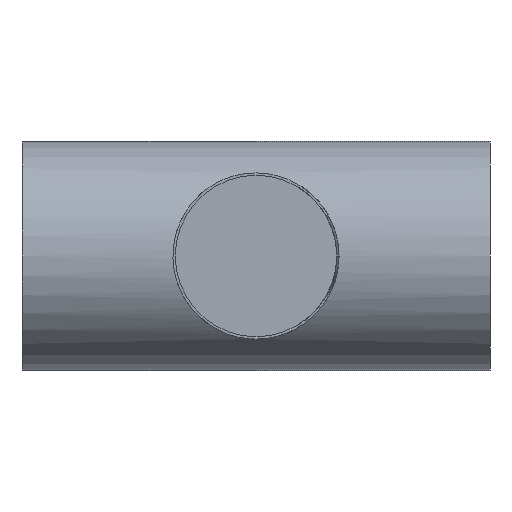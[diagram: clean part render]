
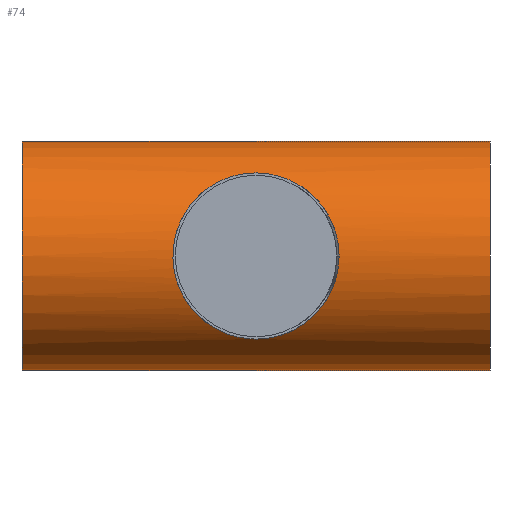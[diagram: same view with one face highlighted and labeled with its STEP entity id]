
A CAD part, left-side view. The second image highlights one B-rep face of the part: STEP entity #74.
In plain terms, the highlighted cylindrical face has radius 4.9 mm (diameter 9.8 mm), a partial arc.
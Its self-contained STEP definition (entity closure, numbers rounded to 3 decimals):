
#74=ADVANCED_FACE('',(#182,#183),#184,.T.);
#182=FACE_BOUND('',#328,.T.);
#183=FACE_OUTER_BOUND('',#329,.T.);
#184=CYLINDRICAL_SURFACE('',#330,4.9);
#328=EDGE_LOOP('',(#475,#476));
#329=EDGE_LOOP('',(#477,#478,#479,#480));
#330=AXIS2_PLACEMENT_3D('',#481,#482,#483);
#475=ORIENTED_EDGE('',*,*,#832,.F.);
#476=ORIENTED_EDGE('',*,*,#836,.F.);
#477=ORIENTED_EDGE('',*,*,#837,.F.);
#478=ORIENTED_EDGE('',*,*,#838,.T.);
#479=ORIENTED_EDGE('',*,*,#839,.F.);
#480=ORIENTED_EDGE('',*,*,#840,.T.);
#481=CARTESIAN_POINT('',(-22.5,10.0,0.0));
#482=DIRECTION('',(0.0,1.0,-0.0));
#483=DIRECTION('',(0.0,0.0,1.0));
#832=EDGE_CURVE('',#978,#981,#982,.T.);
#836=EDGE_CURVE('',#981,#978,#987,.T.);
#837=EDGE_CURVE('',#988,#989,#990,.T.);
#838=EDGE_CURVE('',#988,#991,#992,.T.);
#839=EDGE_CURVE('',#993,#991,#994,.T.);
#840=EDGE_CURVE('',#993,#989,#995,.T.);
#978=VERTEX_POINT('',#1253);
#981=VERTEX_POINT('',#1257);
#982=B_SPLINE_CURVE_WITH_KNOTS('',3,(#1258,#1259,#1260,#1261,#1262,#1263,#1264,#1265,#1266,#1267,#1268,#1269,#1270,#1271,#1272,#1273,#1274,#1275,#1276,#1277,#1278,#1279,#1280,#1281,#1282,#1283,#1284,#1285,#1286,#1287,#1288,#1289,#1290,#1291),.UNSPECIFIED.,.F.,.F.,(4,3,3,3,3,3,3,3,3,3,3,4),(-1.126,-1.04,-0.882,-0.816,-0.74,-0.61,-0.535,-0.448,-0.32,-0.264,-0.115,0.),.UNSPECIFIED.);
#987=B_SPLINE_CURVE_WITH_KNOTS('',3,(#1330,#1331,#1332,#1333,#1334,#1335,#1336,#1337,#1338,#1339,#1340,#1341,#1342,#1343,#1344,#1345,#1346,#1347,#1348,#1349,#1350,#1351,#1352,#1353,#1354,#1355,#1356,#1357,#1358,#1359,#1360,#1361,#1362,#1363),.UNSPECIFIED.,.F.,.F.,(4,3,3,3,3,3,3,3,3,3,3,4),(0.,0.115,0.264,0.32,0.448,0.535,0.61,0.74,0.816,0.882,1.04,1.126),.UNSPECIFIED.);
#988=VERTEX_POINT('',#1364);
#989=VERTEX_POINT('',#1365);
#990=LINE('',#1366,#1367);
#991=VERTEX_POINT('',#1368);
#992=CIRCLE('',#1369,4.9);
#993=VERTEX_POINT('',#1370);
#994=LINE('',#1371,#1372);
#995=CIRCLE('',#1373,4.9);
#1253=CARTESIAN_POINT('',(-25.877,0.0,3.55));
#1257=CARTESIAN_POINT('',(-25.877,0.0,-3.55));
#1258=CARTESIAN_POINT('',(-25.877,0.,3.55));
#1259=CARTESIAN_POINT('',(-25.877,0.288,3.55));
#1260=CARTESIAN_POINT('',(-25.916,0.577,3.515));
#1261=CARTESIAN_POINT('',(-25.985,0.857,3.445));
#1262=CARTESIAN_POINT('',(-26.111,1.37,3.317));
#1263=CARTESIAN_POINT('',(-26.335,1.846,3.074));
#1264=CARTESIAN_POINT('',(-26.55,2.234,2.759));
#1265=CARTESIAN_POINT('',(-26.639,2.396,2.627));
#1266=CARTESIAN_POINT('',(-26.725,2.541,2.488));
#1267=CARTESIAN_POINT('',(-26.81,2.677,2.331));
#1268=CARTESIAN_POINT('',(-26.908,2.834,2.151));
#1269=CARTESIAN_POINT('',(-27.003,2.979,1.947));
#1270=CARTESIAN_POINT('',(-27.086,3.102,1.726));
#1271=CARTESIAN_POINT('',(-27.229,3.313,1.347));
#1272=CARTESIAN_POINT('',(-27.334,3.459,0.914));
#1273=CARTESIAN_POINT('',(-27.377,3.518,0.475));
#1274=CARTESIAN_POINT('',(-27.402,3.552,0.221));
#1275=CARTESIAN_POINT('',(-27.406,3.559,-0.029));
#1276=CARTESIAN_POINT('',(-27.392,3.539,-0.282));
#1277=CARTESIAN_POINT('',(-27.375,3.515,-0.575));
#1278=CARTESIAN_POINT('',(-27.331,3.454,-0.87));
#1279=CARTESIAN_POINT('',(-27.263,3.359,-1.15));
#1280=CARTESIAN_POINT('',(-27.163,3.217,-1.563));
#1281=CARTESIAN_POINT('',(-27.012,2.998,-1.944));
#1282=CARTESIAN_POINT('',(-26.848,2.738,-2.26));
#1283=CARTESIAN_POINT('',(-26.776,2.624,-2.398));
#1284=CARTESIAN_POINT('',(-26.704,2.505,-2.522));
#1285=CARTESIAN_POINT('',(-26.629,2.375,-2.639));
#1286=CARTESIAN_POINT('',(-26.43,2.028,-2.95));
#1287=CARTESIAN_POINT('',(-26.211,1.6,-3.207));
#1288=CARTESIAN_POINT('',(-26.062,1.131,-3.365));
#1289=CARTESIAN_POINT('',(-25.947,0.769,-3.487));
#1290=CARTESIAN_POINT('',(-25.877,0.382,-3.55));
#1291=CARTESIAN_POINT('',(-25.877,0.,-3.55));
#1330=CARTESIAN_POINT('',(-25.877,0.,-3.55));
#1331=CARTESIAN_POINT('',(-25.877,-0.382,-3.55));
#1332=CARTESIAN_POINT('',(-25.947,-0.769,-3.487));
#1333=CARTESIAN_POINT('',(-26.062,-1.131,-3.365));
#1334=CARTESIAN_POINT('',(-26.211,-1.6,-3.207));
#1335=CARTESIAN_POINT('',(-26.43,-2.028,-2.95));
#1336=CARTESIAN_POINT('',(-26.629,-2.375,-2.639));
#1337=CARTESIAN_POINT('',(-26.704,-2.505,-2.522));
#1338=CARTESIAN_POINT('',(-26.776,-2.624,-2.398));
#1339=CARTESIAN_POINT('',(-26.848,-2.738,-2.26));
#1340=CARTESIAN_POINT('',(-27.012,-2.998,-1.944));
#1341=CARTESIAN_POINT('',(-27.163,-3.217,-1.563));
#1342=CARTESIAN_POINT('',(-27.263,-3.359,-1.15));
#1343=CARTESIAN_POINT('',(-27.331,-3.454,-0.87));
#1344=CARTESIAN_POINT('',(-27.375,-3.515,-0.575));
#1345=CARTESIAN_POINT('',(-27.392,-3.539,-0.282));
#1346=CARTESIAN_POINT('',(-27.406,-3.559,-0.029));
#1347=CARTESIAN_POINT('',(-27.402,-3.552,0.221));
#1348=CARTESIAN_POINT('',(-27.377,-3.518,0.475));
#1349=CARTESIAN_POINT('',(-27.334,-3.459,0.914));
#1350=CARTESIAN_POINT('',(-27.229,-3.313,1.347));
#1351=CARTESIAN_POINT('',(-27.086,-3.102,1.726));
#1352=CARTESIAN_POINT('',(-27.003,-2.979,1.947));
#1353=CARTESIAN_POINT('',(-26.908,-2.834,2.151));
#1354=CARTESIAN_POINT('',(-26.81,-2.677,2.331));
#1355=CARTESIAN_POINT('',(-26.725,-2.541,2.488));
#1356=CARTESIAN_POINT('',(-26.639,-2.396,2.627));
#1357=CARTESIAN_POINT('',(-26.55,-2.234,2.759));
#1358=CARTESIAN_POINT('',(-26.335,-1.846,3.074));
#1359=CARTESIAN_POINT('',(-26.111,-1.37,3.317));
#1360=CARTESIAN_POINT('',(-25.985,-0.857,3.445));
#1361=CARTESIAN_POINT('',(-25.916,-0.577,3.515));
#1362=CARTESIAN_POINT('',(-25.877,-0.288,3.55));
#1363=CARTESIAN_POINT('',(-25.877,0.,3.55));
#1364=CARTESIAN_POINT('',(-22.5,10.0,4.9));
#1365=CARTESIAN_POINT('',(-22.5,-10.0,4.9));
#1366=CARTESIAN_POINT('',(-22.5,10.0,4.9));
#1367=VECTOR('',#1839,1.0);
#1368=CARTESIAN_POINT('',(-22.5,10.0,-4.9));
#1369=AXIS2_PLACEMENT_3D('',#1840,#1841,#1842);
#1370=CARTESIAN_POINT('',(-22.5,-10.0,-4.9));
#1371=CARTESIAN_POINT('',(-22.5,10.0,-4.9));
#1372=VECTOR('',#1843,1.0);
#1373=AXIS2_PLACEMENT_3D('',#1844,#1845,#1846);
#1839=DIRECTION('',(-0.0,-1.0,0.0));
#1840=CARTESIAN_POINT('',(-22.5,10.0,0.0));
#1841=DIRECTION('',(0.0,-1.0,0.0));
#1842=DIRECTION('',(0.0,0.0,-1.0));
#1843=DIRECTION('',(0.0,1.0,0.0));
#1844=CARTESIAN_POINT('',(-22.5,-10.0,0.0));
#1845=DIRECTION('',(0.0,1.0,0.0));
#1846=DIRECTION('',(0.0,0.0,-1.0));
